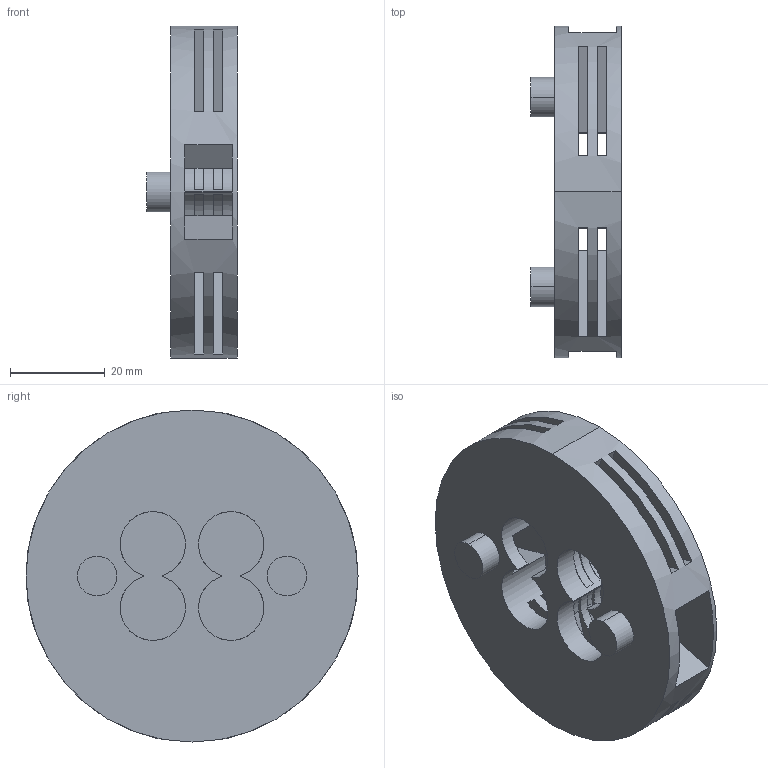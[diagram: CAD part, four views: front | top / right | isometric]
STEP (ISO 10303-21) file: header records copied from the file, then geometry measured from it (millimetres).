
FILE_DESCRIPTION((''),'2;1');
FILE_NAME('TDC_NECK_UML_HELPER','2021-11-17T17:40:11',('rein_je'),(''),'CREO PARAMETRIC BY PTC INC, 2019471','CREO PARAMETRIC BY PTC INC, 2019471','');
FILE_SCHEMA(('AUTOMOTIVE_DESIGN { 1 0 10303 214 1 1 1 1 }'));
Length unit declared in the file: millimetre
Products named in the file (1): TDC_NECK_UML_HELPER
Bounding box: 19 x 70 x 70 mm (x, y, z)
Volume: 34229.8 mm3; surface area: 20653.6 mm2
Topology: 1 solids, 1 shells, 66 faces, 223 edges, 179 vertices
Faces by surface type: plane 44, cylinder 22
Entity records: 3233 total; most frequent: DIRECTION 460, CARTESIAN_POINT 421, ORIENTED_EDGE 372, PRESENTATION_STYLE_ASSIGNMENT 225, STYLED_ITEM 225, CURVE_STYLE 224, EDGE_CURVE 186, AXIS2_PLACEMENT_3D 167
